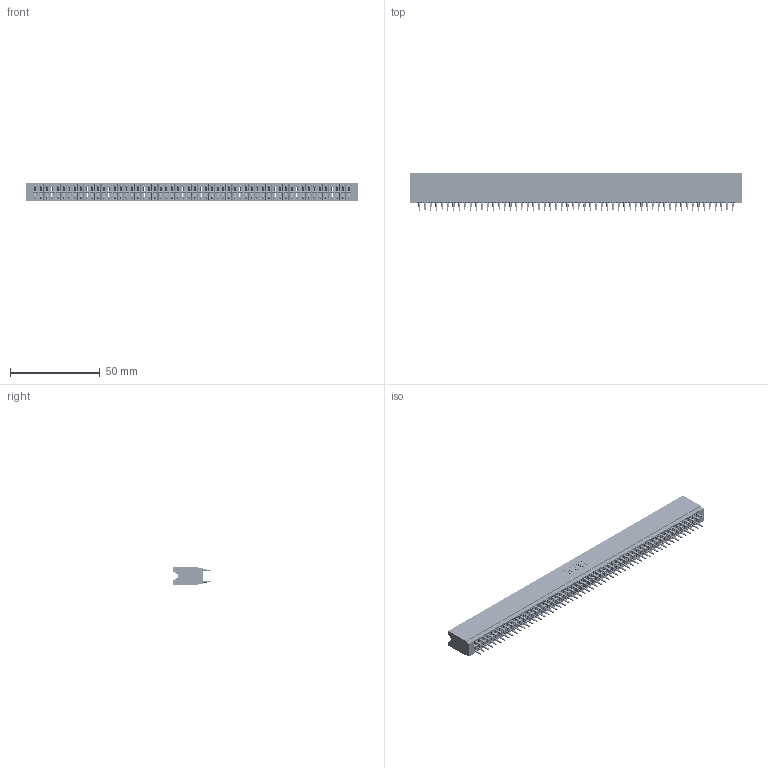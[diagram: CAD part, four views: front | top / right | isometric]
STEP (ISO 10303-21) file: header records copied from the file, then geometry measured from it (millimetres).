
FILE_DESCRIPTION (( 'STEP AP203' ), '1' );
FILE_NAME ('746-112-520-606.STEP', '2026-03-05T01:00:32', ( '' ), ( '' ), 'SwSTEP 2.0', 'SolidWorks 2023', '' );
FILE_SCHEMA (( 'CONFIG_CONTROL_DESIGN' ));
Length unit declared in the file: millimetre
Products named in the file (3): 746-112-520-606; 746-292-001_520; 746 Part_.340 Slot Depth - 06
Assembly tree (113 placements, depth 2):
  746-112-520-606
    746 Part_.340 Slot Depth - 06
    746-292-001_520  x112
Bounding box: 185.04 x 20.82 x 9.91 mm (x, y, z)
Volume: 21083.9 mm3; surface area: 30643.1 mm2
Topology: 113 solids, 113 shells, 10122 faces, 27817 edges, 17703 vertices
Faces by surface type: plane 5208, bspline 2240, cylinder 2002, torus 672
Entity records: 84457 total; most frequent: CARTESIAN_POINT 16668, ORIENTED_EDGE 14564, DIRECTION 12136, EDGE_CURVE 7282, LINE 6538, VECTOR 6538, VERTEX_POINT 4827, AXIS2_PLACEMENT_3D 2799
